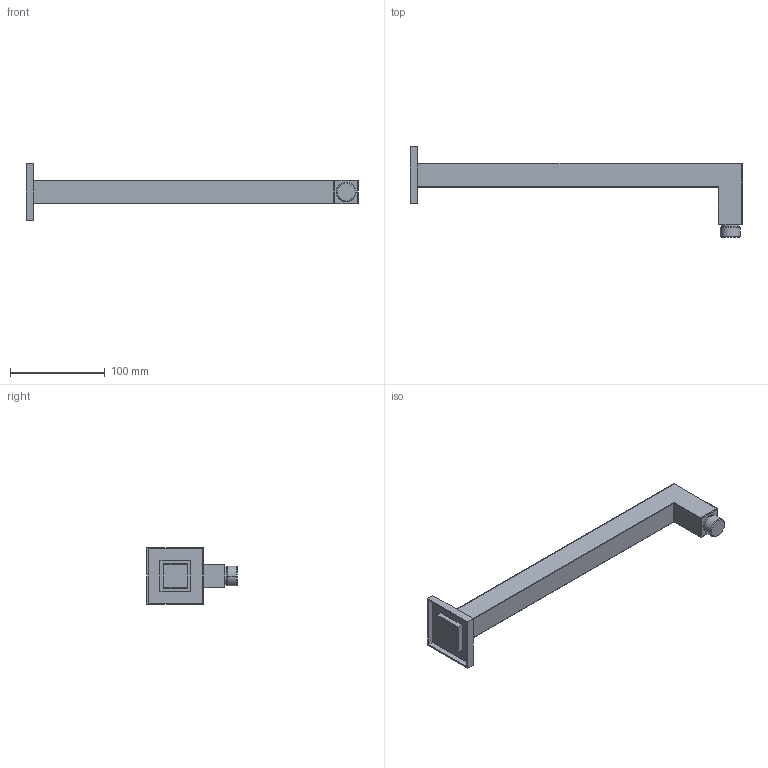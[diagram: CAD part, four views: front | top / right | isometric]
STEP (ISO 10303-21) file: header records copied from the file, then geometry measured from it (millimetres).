
FILE_DESCRIPTION((''),'2;1');
FILE_NAME('ZSOF063CR350','2021-01-18T11:41:47',('ut3'),('PAFFONI SpA'),'CREO PARAMETRIC BY PTC INC, 2020044','CREO PARAMETRIC BY PTC INC, 2020044','');
FILE_SCHEMA(('CONFIG_CONTROL_DESIGN','SHAPE_APPEARANCE_LAYERS_GROUPS'));
Length unit declared in the file: millimetre
Products named in the file (1): ZSOF063CR350
Bounding box: 350 x 95.5 x 60 mm (x, y, z)
Volume: 259355.2 mm3; surface area: 51358.8 mm2
Topology: 1 solids, 1 shells, 69 faces, 154 edges, 94 vertices
Faces by surface type: plane 35, cylinder 22, sphere 6, cone 4, torus 2
Entity records: 2084 total; most frequent: DIRECTION 342, CARTESIAN_POINT 317, ORIENTED_EDGE 308, EDGE_CURVE 154, AXIS2_PLACEMENT_3D 119, VECTOR 104, LINE 104, VERTEX_POINT 94
